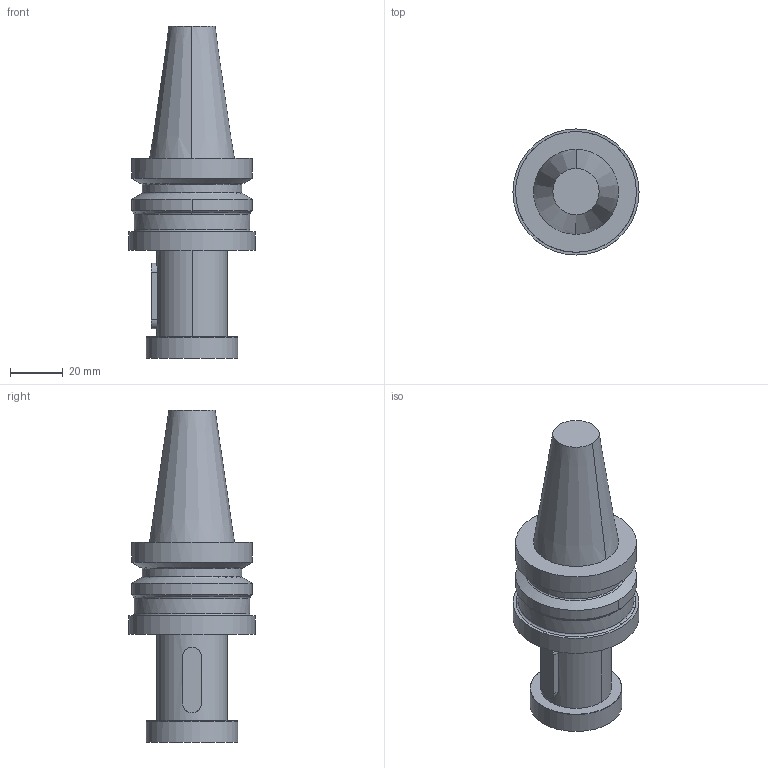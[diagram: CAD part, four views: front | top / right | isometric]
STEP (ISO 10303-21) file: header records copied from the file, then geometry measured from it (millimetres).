
FILE_DESCRIPTION(/* description */ (''),/* implementation_level */ '2;1');
FILE_NAME(/* name */ 'BT.30AD-FMH2.27.049.stp',/* time_stamp */ '2024-07-07T21:44:06+02:00',/* author */ (''),/* organization */ (''),/* preprocessor_version */ 'ST-DEVELOPER v16.7',/* originating_system */ 'SIEMENS PLM Software NX 12.0',/* authorisation */ '');
FILE_SCHEMA (('AUTOMOTIVE_DESIGN { 1 0 10303 214 3 1 1 1 }'));
Length unit declared in the file: millimetre
Products named in the file (1): pf661FBC17438yf9
Bounding box: 48 x 48 x 126.4 mm (x, y, z)
Volume: 107441.7 mm3; surface area: 17292.2 mm2
Topology: 1 solids, 1 shells, 32 faces, 73 edges, 48 vertices
Faces by surface type: cylinder 11, plane 9, cone 7, torus 5
Full cylindrical faces by diameter (mm): 35 x1, 38 x1, 44 x1, 46 x1, 48 x1
Entity records: 897 total; most frequent: CARTESIAN_POINT 188, DIRECTION 156, ORIENTED_EDGE 106, AXIS2_PLACEMENT_3D 69, EDGE_CURVE 53, EDGE_LOOP 48, VERTEX_POINT 39, CIRCLE 33
